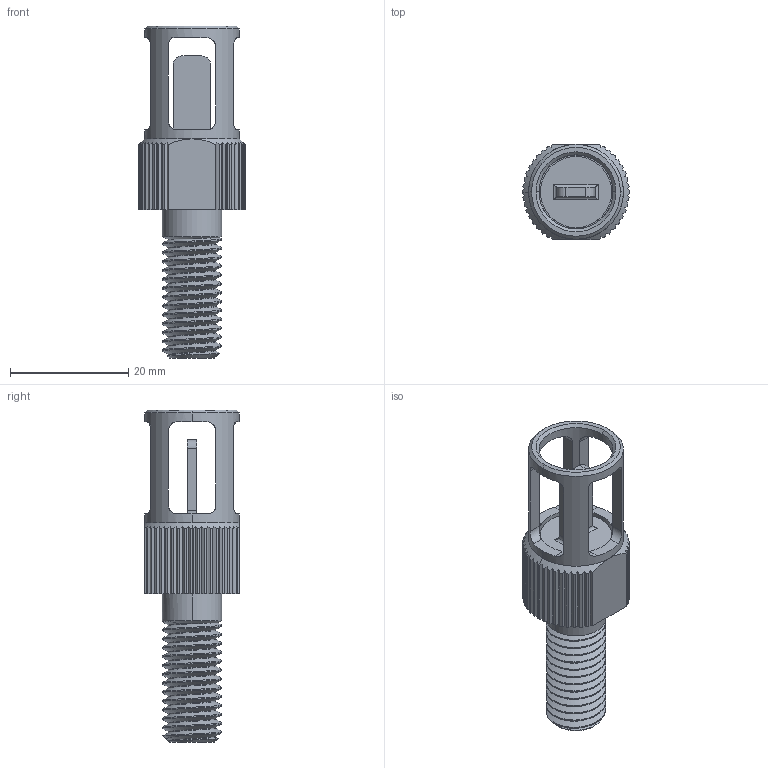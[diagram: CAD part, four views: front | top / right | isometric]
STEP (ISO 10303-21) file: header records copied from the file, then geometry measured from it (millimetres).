
FILE_DESCRIPTION (( 'STEP AP203' ), '1' );
FILE_NAME ('CELSIUS-TEMPERATURE-SENSOR-ASSEMBLY-X1.STEP', '2016-01-19T00:06:04', ( '' ), ( '' ), 'SwSTEP 2.0', 'SolidWorks 2014', '' );
FILE_SCHEMA (( 'CONFIG_CONTROL_DESIGN' ));
Length unit declared in the file: inch
Products named in the file (1): CELSIUS-TEMPERATURE-SENSOR-ASSEMBLY-X1
Bounding box: 18 x 16 x 56.05 mm (x, y, z)
Surface area: 4611 mm2 (no closed solid volume)
Topology: 0 solids, 2 shells, 241 faces, 706 edges, 468 vertices
Faces by surface type: cylinder 127, plane 101, cone 11, bspline 2
Entity records: 10043 total; most frequent: CARTESIAN_POINT 3992, ORIENTED_EDGE 1406, DIRECTION 1098, EDGE_CURVE 706, VERTEX_POINT 468, AXIS2_PLACEMENT_3D 384, VECTOR 330, LINE 330
